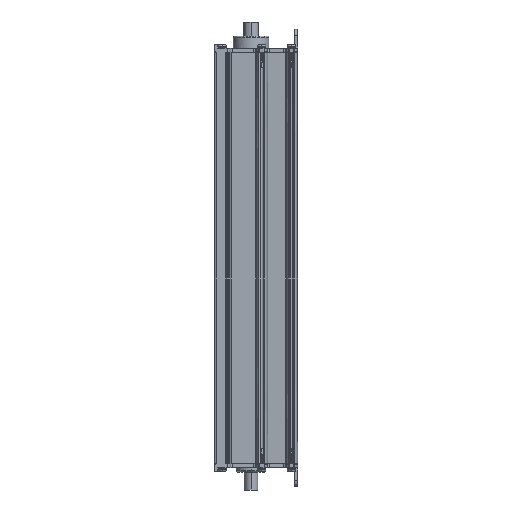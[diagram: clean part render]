
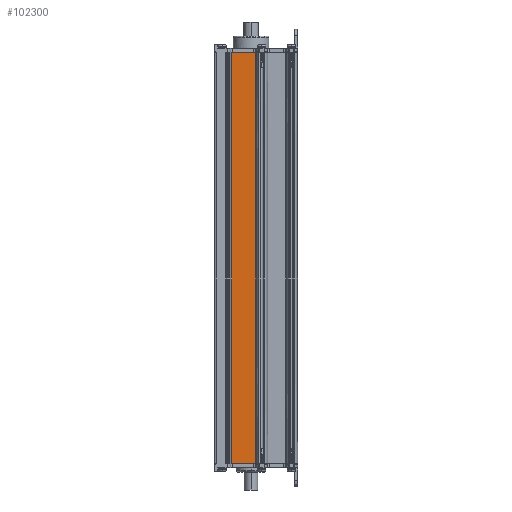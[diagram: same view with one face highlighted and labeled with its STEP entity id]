
A CAD part, left-side view. The second image highlights one B-rep face of the part: STEP entity #102300.
In plain terms, the highlighted planar face has unit normal (-1, 0, 0).
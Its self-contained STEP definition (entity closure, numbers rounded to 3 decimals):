
#67200=CARTESIAN_POINT('',(-45.3,-5.793,-154.9));
#67210=VERTEX_POINT('',#67200);
#67240=CARTESIAN_POINT('',(-45.3,0.,-154.9));
#67250=DIRECTION('',(0.,-1.,0.));
#67260=VECTOR('',#67250,1.);
#67270=LINE('',#67240,#67260);
#67280=CARTESIAN_POINT('',(-45.3,-17.9,-154.9));
#67290=VERTEX_POINT('',#67280);
#67300=EDGE_CURVE('',#67210,#67290,#67270,.T.);
#81970=CARTESIAN_POINT('',(-45.3,-17.9,52.5));
#81980=VERTEX_POINT('',#81970);
#82010=CARTESIAN_POINT('',(-45.3,0.,52.5));
#82020=DIRECTION('',(0.,-1.,0.));
#82030=VECTOR('',#82020,1.);
#82040=LINE('',#82010,#82030);
#82050=CARTESIAN_POINT('',(-45.3,-5.793,52.5));
#82060=VERTEX_POINT('',#82050);
#82070=EDGE_CURVE('',#82060,#81980,#82040,.T.);
#102030=CARTESIAN_POINT('',(-45.3,-5.793,52.5));
#102040=DIRECTION('',(0.,0.,-1.));
#102050=VECTOR('',#102040,1.);
#102060=LINE('',#102030,#102050);
#102070=EDGE_CURVE('',#82060,#67210,#102060,.T.);
#102140=CARTESIAN_POINT('',(-45.3,-17.9,-52.5));
#102150=DIRECTION('',(1.,0.,0.));
#102160=DIRECTION('',(0.,1.,0.));
#102170=AXIS2_PLACEMENT_3D('',#102140,#102150,#102160);
#102180=PLANE('',#102170);
#102190=ORIENTED_EDGE('',*,*,#82070,.F.);
#102200=CARTESIAN_POINT('',(-45.3,-17.9,-154.9));
#102210=DIRECTION('',(0.,0.,1.));
#102220=VECTOR('',#102210,1.);
#102230=LINE('',#102200,#102220);
#102240=EDGE_CURVE('',#67290,#81980,#102230,.T.);
#102250=ORIENTED_EDGE('',*,*,#102240,.T.);
#102260=ORIENTED_EDGE('',*,*,#67300,.T.);
#102270=ORIENTED_EDGE('',*,*,#102070,.T.);
#102280=EDGE_LOOP('',(#102270,#102260,#102250,#102190));
#102290=FACE_OUTER_BOUND('',#102280,.T.);
#102300=ADVANCED_FACE('',(#102290),#102180,.F.);
